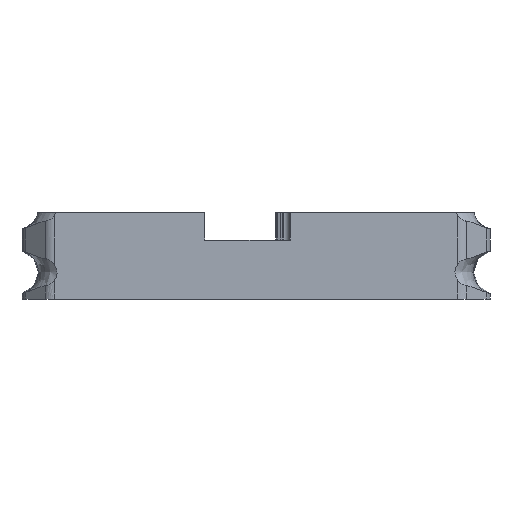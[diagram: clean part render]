
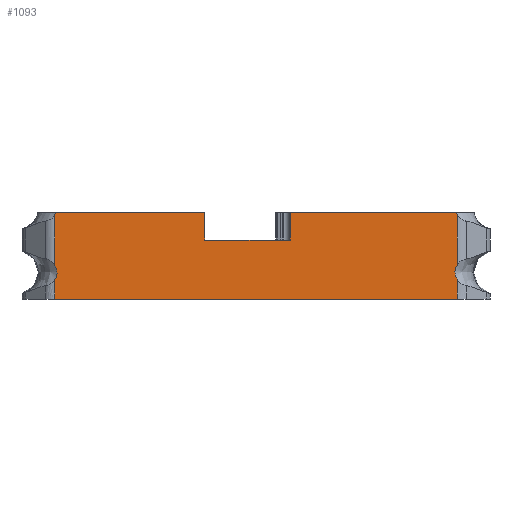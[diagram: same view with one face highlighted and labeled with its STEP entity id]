
A CAD part, front view. The second image highlights one B-rep face of the part: STEP entity #1093.
In plain terms, the highlighted free-form (B-spline) face has degree [2, 1] with [3, 2] control points.
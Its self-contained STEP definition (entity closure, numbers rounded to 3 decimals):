
#1093=ADVANCED_FACE('',(#2197),#18761,.T.);
#2197=FACE_OUTER_BOUND('',#3301,.T.);
#3301=EDGE_LOOP('',(#9803,#9804,#9805,#9806,#9807,#9808,#9809,#9810,#9811,
#9812,#9813,#9814,#9815,#9816));
#9803=ORIENTED_EDGE('',*,*,#9943,.F.);
#9804=ORIENTED_EDGE('',*,*,#9944,.T.);
#9805=ORIENTED_EDGE('',*,*,#9945,.T.);
#9806=ORIENTED_EDGE('',*,*,#13189,.F.);
#9807=ORIENTED_EDGE('',*,*,#13228,.T.);
#9808=ORIENTED_EDGE('',*,*,#13153,.F.);
#9809=ORIENTED_EDGE('',*,*,#13148,.F.);
#9810=ORIENTED_EDGE('',*,*,#13141,.T.);
#9811=ORIENTED_EDGE('',*,*,#13143,.T.);
#9812=ORIENTED_EDGE('',*,*,#13142,.T.);
#9813=ORIENTED_EDGE('',*,*,#13179,.F.);
#9814=ORIENTED_EDGE('',*,*,#13154,.F.);
#9815=ORIENTED_EDGE('',*,*,#13227,.F.);
#9816=ORIENTED_EDGE('',*,*,#13190,.F.);
#9943=EDGE_CURVE('',#16553,#18720,#13306,.T.);
#9944=EDGE_CURVE('',#16553,#16554,#13307,.T.);
#9945=EDGE_CURVE('',#16554,#18722,#13308,.T.);
#13141=EDGE_CURVE('',#17623,#17624,#16504,.T.);
#13142=EDGE_CURVE('',#17625,#17626,#16505,.T.);
#13143=EDGE_CURVE('',#17624,#17625,#16506,.T.);
#13148=EDGE_CURVE('',#17623,#18690,#16511,.T.);
#13153=EDGE_CURVE('',#18690,#18691,#13247,.T.);
#13154=EDGE_CURVE('',#18689,#18692,#13248,.T.);
#13179=EDGE_CURVE('',#18692,#17626,#16521,.T.);
#13189=EDGE_CURVE('',#18721,#18722,#13270,.T.);
#13190=EDGE_CURVE('',#18720,#18719,#13271,.T.);
#13227=EDGE_CURVE('',#18719,#18689,#16533,.T.);
#13228=EDGE_CURVE('',#18721,#18691,#16534,.T.);
#13247=B_SPLINE_CURVE_WITH_KNOTS('',3,(#41593,#41594,#41595,#41596),
 .UNSPECIFIED.,.F.,.F.,(4,4),(0.,0.349),.UNSPECIFIED.);
#13248=B_SPLINE_CURVE_WITH_KNOTS('',3,(#41597,#41598,#41599,#41600),
 .UNSPECIFIED.,.F.,.F.,(4,4),(0.,0.349),.UNSPECIFIED.);
#13270=B_SPLINE_CURVE_WITH_KNOTS('',3,(#41867,#41868,#41869,#41870,#41871,
#41872,#41873,#41874,#41875,#41876,#41877,#41878,#41879),.UNSPECIFIED.,
 .F.,.F.,(4,3,3,3,4),(0.,0.732,1.123,1.515,
2.247),.UNSPECIFIED.);
#13271=B_SPLINE_CURVE_WITH_KNOTS('',3,(#41880,#41881,#41882,#41883,#41884,
#41885,#41886,#41887,#41888,#41889,#41890,#41891,#41892),.UNSPECIFIED.,
 .F.,.F.,(4,3,3,3,4),(0.,0.732,1.123,1.515,
2.247),.UNSPECIFIED.);
#13306=(
BOUNDED_CURVE()
B_SPLINE_CURVE(1,(#31873,#31874),.UNSPECIFIED.,.F.,.F.)
B_SPLINE_CURVE_WITH_KNOTS((2,2),(0.,2.895),.UNSPECIFIED.)
CURVE()
GEOMETRIC_REPRESENTATION_ITEM()
RATIONAL_B_SPLINE_CURVE((1.,1.))
REPRESENTATION_ITEM('')
);
#13307=(
BOUNDED_CURVE()
B_SPLINE_CURVE(2,(#31875,#31876,#31877),.UNSPECIFIED.,.F.,.F.)
B_SPLINE_CURVE_WITH_KNOTS((3,3),(-200.298,-123.938),
 .UNSPECIFIED.)
CURVE()
GEOMETRIC_REPRESENTATION_ITEM()
RATIONAL_B_SPLINE_CURVE((1.,1.,1.))
REPRESENTATION_ITEM('')
);
#13308=(
BOUNDED_CURVE()
B_SPLINE_CURVE(1,(#31878,#31879),.UNSPECIFIED.,.F.,.F.)
B_SPLINE_CURVE_WITH_KNOTS((2,2),(0.,2.895),.UNSPECIFIED.)
CURVE()
GEOMETRIC_REPRESENTATION_ITEM()
RATIONAL_B_SPLINE_CURVE((1.,1.))
REPRESENTATION_ITEM('')
);
#16504=(
BOUNDED_CURVE()
B_SPLINE_CURVE(1,(#41545,#41546),.UNSPECIFIED.,.F.,.F.)
B_SPLINE_CURVE_WITH_KNOTS((2,2),(0.,4.),.UNSPECIFIED.)
CURVE()
GEOMETRIC_REPRESENTATION_ITEM()
RATIONAL_B_SPLINE_CURVE((1.,1.))
REPRESENTATION_ITEM('')
);
#16505=(
BOUNDED_CURVE()
B_SPLINE_CURVE(1,(#41547,#41548),.UNSPECIFIED.,.F.,.F.)
B_SPLINE_CURVE_WITH_KNOTS((2,2),(8.7,12.7),.UNSPECIFIED.)
CURVE()
GEOMETRIC_REPRESENTATION_ITEM()
RATIONAL_B_SPLINE_CURVE((1.,1.))
REPRESENTATION_ITEM('')
);
#16506=(
BOUNDED_CURVE()
B_SPLINE_CURVE(2,(#41549,#41550,#41551),.UNSPECIFIED.,.F.,.F.)
B_SPLINE_CURVE_WITH_KNOTS((3,3),(155.648,171.817),
 .UNSPECIFIED.)
CURVE()
GEOMETRIC_REPRESENTATION_ITEM()
RATIONAL_B_SPLINE_CURVE((1.,1.,1.))
REPRESENTATION_ITEM('')
);
#16511=(
BOUNDED_CURVE()
B_SPLINE_CURVE(2,(#41562,#41563,#41564),.UNSPECIFIED.,.F.,.F.)
B_SPLINE_CURVE_WITH_KNOTS((3,3),(-155.648,-124.146),
 .UNSPECIFIED.)
CURVE()
GEOMETRIC_REPRESENTATION_ITEM()
RATIONAL_B_SPLINE_CURVE((1.,1.,1.))
REPRESENTATION_ITEM('')
);
#16521=(
BOUNDED_CURVE()
B_SPLINE_CURVE(2,(#41805,#41806,#41807),.UNSPECIFIED.,.F.,.F.)
B_SPLINE_CURVE_WITH_KNOTS((3,3),(-200.09,-171.817),
 .UNSPECIFIED.)
CURVE()
GEOMETRIC_REPRESENTATION_ITEM()
RATIONAL_B_SPLINE_CURVE((1.,1.,1.))
REPRESENTATION_ITEM('')
);
#16533=(
BOUNDED_CURVE()
B_SPLINE_CURVE(1,(#42173,#42174),.UNSPECIFIED.,.F.,.F.)
B_SPLINE_CURVE_WITH_KNOTS((2,2),(5.009,12.391),
 .UNSPECIFIED.)
CURVE()
GEOMETRIC_REPRESENTATION_ITEM()
RATIONAL_B_SPLINE_CURVE((1.,1.))
REPRESENTATION_ITEM('')
);
#16534=(
BOUNDED_CURVE()
B_SPLINE_CURVE(1,(#42175,#42176),.UNSPECIFIED.,.F.,.F.)
B_SPLINE_CURVE_WITH_KNOTS((2,2),(5.009,12.391),
 .UNSPECIFIED.)
CURVE()
GEOMETRIC_REPRESENTATION_ITEM()
RATIONAL_B_SPLINE_CURVE((1.,1.))
REPRESENTATION_ITEM('')
);
#16553=VERTEX_POINT('',#29661);
#16554=VERTEX_POINT('',#29662);
#17623=VERTEX_POINT('',#30731);
#17624=VERTEX_POINT('',#30732);
#17625=VERTEX_POINT('',#30733);
#17626=VERTEX_POINT('',#30734);
#18689=VERTEX_POINT('',#31797);
#18690=VERTEX_POINT('',#31798);
#18691=VERTEX_POINT('',#31799);
#18692=VERTEX_POINT('',#31800);
#18719=VERTEX_POINT('',#31827);
#18720=VERTEX_POINT('',#31828);
#18721=VERTEX_POINT('',#31829);
#18722=VERTEX_POINT('',#31830);
#18761=(
BOUNDED_SURFACE()
B_SPLINE_SURFACE(2,1,((#19891,#19892),(#19893,#19894),(#19895,#19896)),
 .UNSPECIFIED.,.F.,.F.,.F.)
B_SPLINE_SURFACE_WITH_KNOTS((3,3),(2,2),(-200.298,-123.938),
(0.,12.7),.UNSPECIFIED.)
GEOMETRIC_REPRESENTATION_ITEM()
RATIONAL_B_SPLINE_SURFACE(((1.,1.),(1.,1.),(1.,1.)))
REPRESENTATION_ITEM('')
SURFACE()
);
#19891=CARTESIAN_POINT('',(-29.565,-150.,-12.7));
#19892=CARTESIAN_POINT('',(-29.565,-150.,0.));
#19893=CARTESIAN_POINT('',(0.,-150.,-12.7));
#19894=CARTESIAN_POINT('',(0.,-150.,0.));
#19895=CARTESIAN_POINT('',(29.565,-150.,-12.7));
#19896=CARTESIAN_POINT('',(29.565,-150.,0.));
#29661=CARTESIAN_POINT('',(-29.565,-150.,-12.7));
#29662=CARTESIAN_POINT('',(29.565,-150.,-12.7));
#30731=CARTESIAN_POINT('',(5.01,-150.,0.));
#30732=CARTESIAN_POINT('',(5.01,-150.,-4.));
#30733=CARTESIAN_POINT('',(-7.51,-150.,-4.));
#30734=CARTESIAN_POINT('',(-7.51,-150.,0.));
#31797=CARTESIAN_POINT('',(-29.565,-150.,-0.309));
#31798=CARTESIAN_POINT('',(29.404,-150.,0.));
#31799=CARTESIAN_POINT('',(29.565,-150.,-0.309));
#31800=CARTESIAN_POINT('',(-29.404,-150.,0.));
#31827=CARTESIAN_POINT('',(-29.565,-150.,-7.691));
#31828=CARTESIAN_POINT('',(-29.565,-150.,-9.805));
#31829=CARTESIAN_POINT('',(29.565,-150.,-7.691));
#31830=CARTESIAN_POINT('',(29.565,-150.,-9.805));
#31873=CARTESIAN_POINT('',(-29.565,-150.,-12.7));
#31874=CARTESIAN_POINT('',(-29.565,-150.,-9.805));
#31875=CARTESIAN_POINT('',(-29.565,-150.,-12.7));
#31876=CARTESIAN_POINT('',(0.,-150.,-12.7));
#31877=CARTESIAN_POINT('',(29.565,-150.,-12.7));
#31878=CARTESIAN_POINT('',(29.565,-150.,-12.7));
#31879=CARTESIAN_POINT('',(29.565,-150.,-9.805));
#41545=CARTESIAN_POINT('',(5.01,-150.,0.));
#41546=CARTESIAN_POINT('',(5.01,-150.,-4.));
#41547=CARTESIAN_POINT('',(-7.51,-150.,-4.));
#41548=CARTESIAN_POINT('',(-7.51,-150.,0.));
#41549=CARTESIAN_POINT('',(5.01,-150.,-4.));
#41550=CARTESIAN_POINT('',(-1.25,-150.,-4.));
#41551=CARTESIAN_POINT('',(-7.51,-150.,-4.));
#41562=CARTESIAN_POINT('',(5.01,-150.,0.));
#41563=CARTESIAN_POINT('',(17.207,-150.,0.));
#41564=CARTESIAN_POINT('',(29.404,-150.,0.));
#41593=CARTESIAN_POINT('',(29.404,-150.,0.));
#41594=CARTESIAN_POINT('',(29.45,-150.,-0.107));
#41595=CARTESIAN_POINT('',(29.504,-150.,-0.21));
#41596=CARTESIAN_POINT('',(29.565,-150.,-0.309));
#41597=CARTESIAN_POINT('',(-29.565,-150.,-0.309));
#41598=CARTESIAN_POINT('',(-29.504,-150.,-0.21));
#41599=CARTESIAN_POINT('',(-29.45,-150.,-0.107));
#41600=CARTESIAN_POINT('',(-29.404,-150.,0.));
#41805=CARTESIAN_POINT('',(-29.404,-150.,0.));
#41806=CARTESIAN_POINT('',(-18.457,-150.,0.));
#41807=CARTESIAN_POINT('',(-7.51,-150.,0.));
#41867=CARTESIAN_POINT('',(29.565,-150.,-7.691));
#41868=CARTESIAN_POINT('',(29.438,-150.,-7.899));
#41869=CARTESIAN_POINT('',(29.339,-150.,-8.123));
#41870=CARTESIAN_POINT('',(29.285,-150.,-8.361));
#41871=CARTESIAN_POINT('',(29.257,-150.,-8.488));
#41872=CARTESIAN_POINT('',(29.242,-150.,-8.618));
#41873=CARTESIAN_POINT('',(29.242,-150.,-8.748));
#41874=CARTESIAN_POINT('',(29.242,-150.,-8.879));
#41875=CARTESIAN_POINT('',(29.257,-150.,-9.008));
#41876=CARTESIAN_POINT('',(29.285,-150.,-9.136));
#41877=CARTESIAN_POINT('',(29.339,-150.,-9.374));
#41878=CARTESIAN_POINT('',(29.438,-150.,-9.598));
#41879=CARTESIAN_POINT('',(29.565,-150.,-9.805));
#41880=CARTESIAN_POINT('',(-29.565,-150.,-9.805));
#41881=CARTESIAN_POINT('',(-29.438,-150.,-9.598));
#41882=CARTESIAN_POINT('',(-29.339,-150.,-9.374));
#41883=CARTESIAN_POINT('',(-29.285,-150.,-9.136));
#41884=CARTESIAN_POINT('',(-29.257,-150.,-9.008));
#41885=CARTESIAN_POINT('',(-29.242,-150.,-8.879));
#41886=CARTESIAN_POINT('',(-29.242,-150.,-8.748));
#41887=CARTESIAN_POINT('',(-29.242,-150.,-8.618));
#41888=CARTESIAN_POINT('',(-29.257,-150.,-8.488));
#41889=CARTESIAN_POINT('',(-29.285,-150.,-8.361));
#41890=CARTESIAN_POINT('',(-29.339,-150.,-8.123));
#41891=CARTESIAN_POINT('',(-29.438,-150.,-7.899));
#41892=CARTESIAN_POINT('',(-29.565,-150.,-7.691));
#42173=CARTESIAN_POINT('',(-29.565,-150.,-7.691));
#42174=CARTESIAN_POINT('',(-29.565,-150.,-0.309));
#42175=CARTESIAN_POINT('',(29.565,-150.,-7.691));
#42176=CARTESIAN_POINT('',(29.565,-150.,-0.309));
